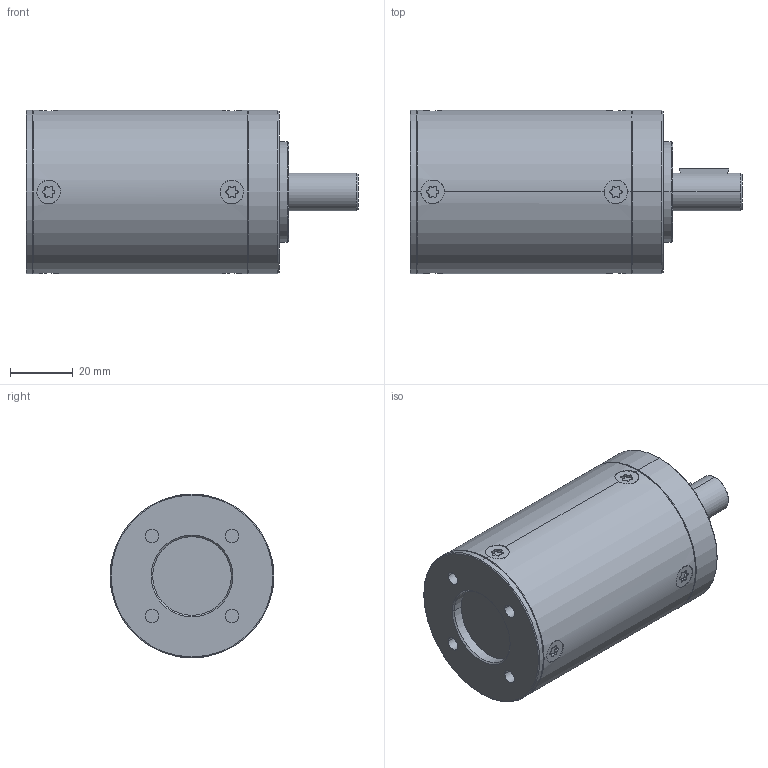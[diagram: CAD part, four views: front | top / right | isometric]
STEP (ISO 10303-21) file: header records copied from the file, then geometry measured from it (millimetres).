
FILE_DESCRIPTION((''),'2;1');
FILE_NAME('3_ST_12X25','2005-08-26T',(''),(''),'PRO/ENGINEER BY PARAMETRIC TECHNOLOGY CORPORATION, 2003490','PRO/ENGINEER BY PARAMETRIC TECHNOLOGY CORPORATION, 2003490','');
FILE_SCHEMA(('AUTOMOTIVE_DESIGN_CC2 { 1 2 10303 214 -1 1 5 2 }'));
Length unit declared in the file: millimetre
Products named in the file (1): 3_ST_12X25
Bounding box: 105.5 x 52 x 52 mm (x, y, z)
Volume: 172692.8 mm3; surface area: 20641.4 mm2
Topology: 1 solids, 5 shells, 216 faces, 540 edges, 346 vertices
Faces by surface type: cylinder 150, plane 32, cone 32, torus 2
Entity records: 8358 total; most frequent: CARTESIAN_POINT 1371, DIRECTION 1272, ORIENTED_EDGE 1048, AXIS2_PLACEMENT_3D 541, EDGE_CURVE 532, VERTEX_POINT 346, CIRCLE 324, EDGE_LOOP 244
